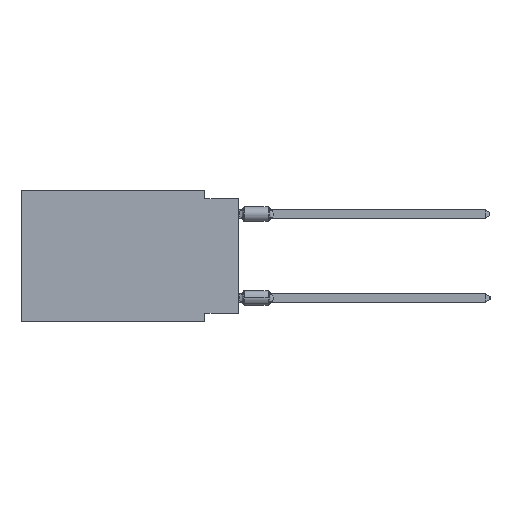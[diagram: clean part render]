
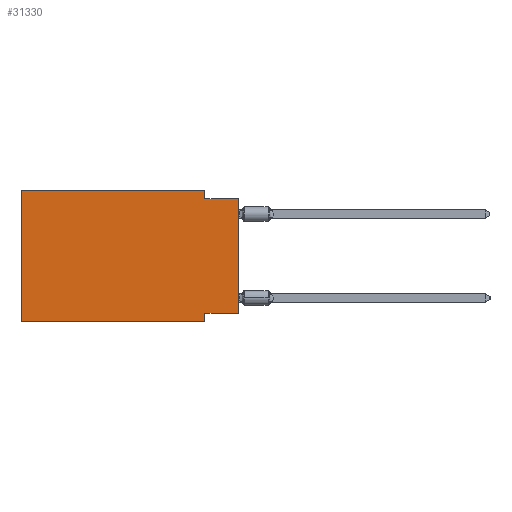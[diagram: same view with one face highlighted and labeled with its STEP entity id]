
A CAD part, left-side view. The second image highlights one B-rep face of the part: STEP entity #31330.
In plain terms, the highlighted planar face has unit normal (-1, 0, 0).
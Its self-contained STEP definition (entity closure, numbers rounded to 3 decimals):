
#581 = CARTESIAN_POINT ( 'NONE',  ( 0., 2.54, -9.906 ) ) ;
#1231 = VECTOR ( 'NONE', #40003, 1000. ) ;
#2427 = VECTOR ( 'NONE', #23707, 1000. ) ;
#3189 = LINE ( 'NONE', #17079, #16996 ) ;
#3461 = LINE ( 'NONE', #25625, #1231 ) ;
#4984 = CARTESIAN_POINT ( 'NONE',  ( 0., 0., -9.271 ) ) ;
#7547 = EDGE_CURVE ( 'NONE', #29198, #11142, #35067, .T. ) ;
#7732 = LINE ( 'NONE', #21867, #35112 ) ;
#8746 = LINE ( 'NONE', #4984, #15844 ) ;
#9476 = DIRECTION ( 'NONE',  ( 0., 0., -1. ) ) ;
#9620 = ORIENTED_EDGE ( 'NONE', *, *, #12187, .F. ) ;
#9786 = EDGE_CURVE ( 'NONE', #22324, #32874, #8746, .T. ) ;
#10480 = CARTESIAN_POINT ( 'NONE',  ( 0., 16.383, 0. ) ) ;
#10695 = CARTESIAN_POINT ( 'NONE',  ( 0., 16.383, 0. ) ) ;
#10743 = PLANE ( 'NONE',  #26065 ) ;
#11142 = VERTEX_POINT ( 'NONE', #33247 ) ;
#11550 = EDGE_CURVE ( 'NONE', #22324, #13903, #7732, .T. ) ;
#12187 = EDGE_CURVE ( 'NONE', #11142, #32232, #27387, .T. ) ;
#12219 = ORIENTED_EDGE ( 'NONE', *, *, #36112, .F. ) ;
#12844 = CARTESIAN_POINT ( 'NONE',  ( 0., 16.383, -9.906 ) ) ;
#13903 = VERTEX_POINT ( 'NONE', #44965 ) ;
#14023 = LINE ( 'NONE', #10480, #36846 ) ;
#14494 = ORIENTED_EDGE ( 'NONE', *, *, #7547, .F. ) ;
#14519 = EDGE_LOOP ( 'NONE', ( #23842, #36800, #9620, #14494, #12219, #18573, #18540, #19687 ) ) ;
#15542 = VERTEX_POINT ( 'NONE', #18074 ) ;
#15844 = VECTOR ( 'NONE', #38187, 1000. ) ;
#16996 = VECTOR ( 'NONE', #42556, 1000. ) ;
#17079 = CARTESIAN_POINT ( 'NONE',  ( 0., 2.54, -9.906 ) ) ;
#18074 = CARTESIAN_POINT ( 'NONE',  ( 0., 16.383, -9.906 ) ) ;
#18540 = ORIENTED_EDGE ( 'NONE', *, *, #31365, .F. ) ;
#18573 = ORIENTED_EDGE ( 'NONE', *, *, #28424, .T. ) ;
#19687 = ORIENTED_EDGE ( 'NONE', *, *, #9786, .F. ) ;
#21738 = CARTESIAN_POINT ( 'NONE',  ( 0., 2.54, -9.271 ) ) ;
#21867 = CARTESIAN_POINT ( 'NONE',  ( 0., 0., 0. ) ) ;
#22324 = VERTEX_POINT ( 'NONE', #29618 ) ;
#23707 = DIRECTION ( 'NONE',  ( 0., -1., 0. ) ) ;
#23842 = ORIENTED_EDGE ( 'NONE', *, *, #11550, .T. ) ;
#24175 = DIRECTION ( 'NONE',  ( 0., 0., 1. ) ) ;
#25625 = CARTESIAN_POINT ( 'NONE',  ( 0., 0., -0.635 ) ) ;
#26065 = AXIS2_PLACEMENT_3D ( 'NONE', #45623, #28660, #27706 ) ;
#27387 = LINE ( 'NONE', #41757, #33630 ) ;
#27706 = DIRECTION ( 'NONE',  ( 0., 0., -1. ) ) ;
#28424 = EDGE_CURVE ( 'NONE', #15542, #34985, #30767, .T. ) ;
#28660 = DIRECTION ( 'NONE',  ( 1., 0., 0. ) ) ;
#29198 = VERTEX_POINT ( 'NONE', #10695 ) ;
#29402 = CARTESIAN_POINT ( 'NONE',  ( 0., 16.383, 0. ) ) ;
#29618 = CARTESIAN_POINT ( 'NONE',  ( 0., 0., -9.271 ) ) ;
#29949 = VECTOR ( 'NONE', #30088, 1000. ) ;
#30088 = DIRECTION ( 'NONE',  ( 0., -1., 0. ) ) ;
#30767 = LINE ( 'NONE', #12844, #2427 ) ;
#31330 = ADVANCED_FACE ( 'NONE', ( #39264 ), #10743, .F. ) ;
#31365 = EDGE_CURVE ( 'NONE', #32874, #34985, #3189, .T. ) ;
#32113 = EDGE_CURVE ( 'NONE', #32232, #13903, #3461, .T. ) ;
#32232 = VERTEX_POINT ( 'NONE', #40457 ) ;
#32874 = VERTEX_POINT ( 'NONE', #21738 ) ;
#33247 = CARTESIAN_POINT ( 'NONE',  ( 0., 2.54, 0. ) ) ;
#33630 = VECTOR ( 'NONE', #9476, 1000. ) ;
#34985 = VERTEX_POINT ( 'NONE', #581 ) ;
#35067 = LINE ( 'NONE', #29402, #29949 ) ;
#35112 = VECTOR ( 'NONE', #36946, 1000. ) ;
#36112 = EDGE_CURVE ( 'NONE', #15542, #29198, #14023, .T. ) ;
#36800 = ORIENTED_EDGE ( 'NONE', *, *, #32113, .F. ) ;
#36846 = VECTOR ( 'NONE', #24175, 1000. ) ;
#36946 = DIRECTION ( 'NONE',  ( 0., 0., 1. ) ) ;
#38187 = DIRECTION ( 'NONE',  ( 0., 1., 0. ) ) ;
#39264 = FACE_OUTER_BOUND ( 'NONE', #14519, .T. ) ;
#40003 = DIRECTION ( 'NONE',  ( 0., -1., 0. ) ) ;
#40457 = CARTESIAN_POINT ( 'NONE',  ( 0., 2.54, -0.635 ) ) ;
#41757 = CARTESIAN_POINT ( 'NONE',  ( 0., 2.54, 0. ) ) ;
#42556 = DIRECTION ( 'NONE',  ( 0., 0., -1. ) ) ;
#44965 = CARTESIAN_POINT ( 'NONE',  ( 0., 0., -0.635 ) ) ;
#45623 = CARTESIAN_POINT ( 'NONE',  ( 0., 16.383, 0. ) ) ;
